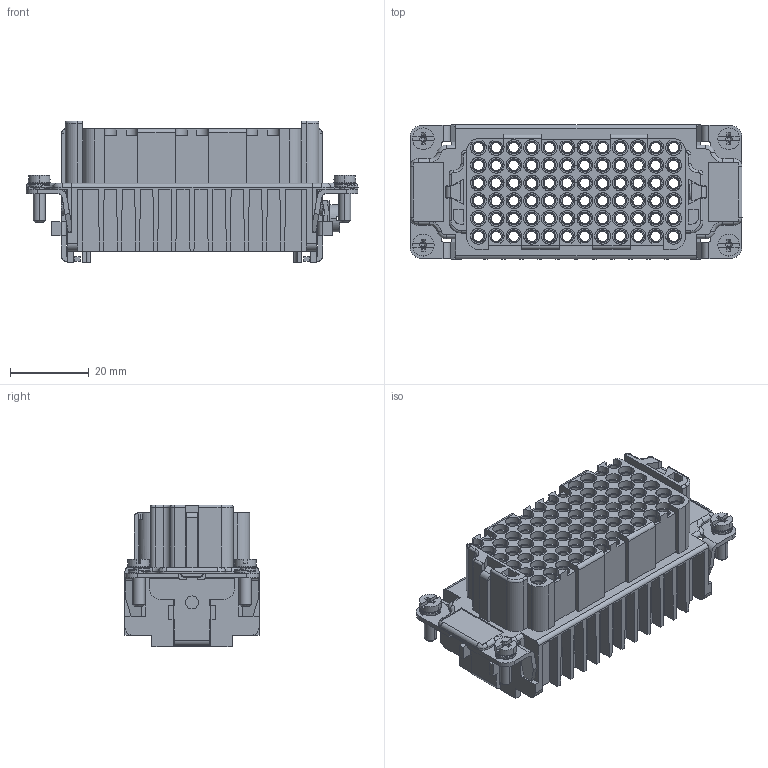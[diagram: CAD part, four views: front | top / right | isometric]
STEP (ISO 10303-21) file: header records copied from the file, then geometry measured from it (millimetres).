
FILE_DESCRIPTION (( 'STEP AP203' ), '1' );
FILE_NAME ('290223072.step', '2025-02-12T17:42:05', ( '' ), ( '' ), 'SwSTEP 2.0', 'SolidWorks 2024', '' );
FILE_SCHEMA (( 'CONFIG_CONTROL_DESIGN' ));
Products named in the file (1): 290223072
Bounding box: 84.2 x 34 x 36 mm (x, y, z)
Volume: 35192 mm3; surface area: 43759.5 mm2
Topology: 13 solids, 13 shells, 1938 faces, 4794 edges, 3160 vertices
Faces by surface type: cylinder 969, plane 872, bspline 55, torus 24, cone 18
Entity records: 89695 total; most frequent: CARTESIAN_POINT 44470, ORIENTED_EDGE 9588, DIRECTION 8715, EDGE_CURVE 4794, VERTEX_POINT 3160, AXIS2_PLACEMENT_3D 3073, VECTOR 2569, LINE 2569
